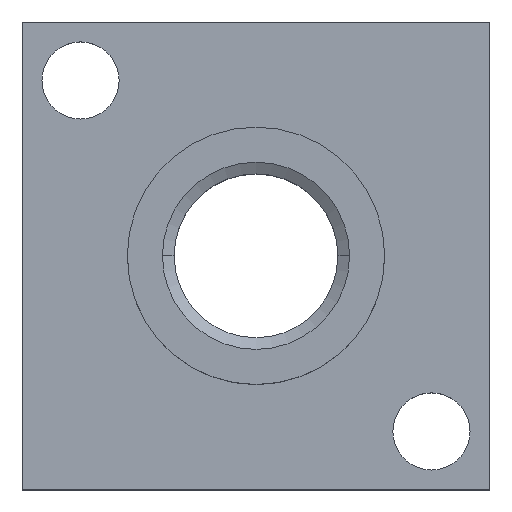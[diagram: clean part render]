
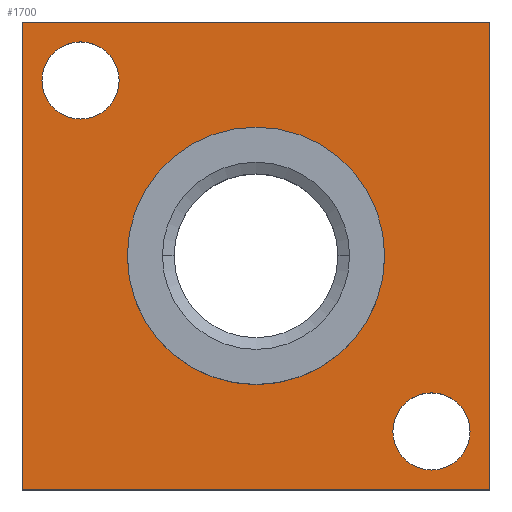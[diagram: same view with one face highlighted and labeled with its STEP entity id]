
A CAD part, top view. The second image highlights one B-rep face of the part: STEP entity #1700.
In plain terms, the highlighted planar face has unit normal (0, 0, 1).
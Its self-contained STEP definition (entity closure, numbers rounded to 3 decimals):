
#860=CARTESIAN_POINT('',(0.,0.,4.));
#870=DIRECTION('',(0.,0.,1.));
#880=DIRECTION('',(1.,0.,0.));
#890=AXIS2_PLACEMENT_3D('',#860,#870,#880);
#900=PLANE('',#890);
#910=CARTESIAN_POINT('',(20.,20.,4.));
#920=DIRECTION('',(0.,0.,1.));
#930=DIRECTION('',(1.,0.,0.));
#940=AXIS2_PLACEMENT_3D('',#910,#920,#930);
#950=CIRCLE('',#940,11.);
#960=CARTESIAN_POINT('',(31.,20.,4.));
#970=VERTEX_POINT('',#960);
#980=CARTESIAN_POINT('',(9.,20.,4.));
#990=VERTEX_POINT('',#980);
#1000=EDGE_CURVE('',#970,#990,#950,.T.);
#1010=ORIENTED_EDGE('',*,*,#1000,.F.);
#1020=EDGE_CURVE('',#990,#970,#950,.T.);
#1030=ORIENTED_EDGE('',*,*,#1020,.F.);
#1040=EDGE_LOOP('',(#1030,#1010));
#1050=FACE_BOUND('',#1040,.T.);
#1060=CARTESIAN_POINT('',(5.,35.,4.));
#1070=DIRECTION('',(0.,0.,-1.));
#1080=DIRECTION('',(1.,0.,0.));
#1090=AXIS2_PLACEMENT_3D('',#1060,#1070,#1080);
#1100=CIRCLE('',#1090,3.3);
#1110=CARTESIAN_POINT('',(8.3,35.,4.));
#1120=VERTEX_POINT('',#1110);
#1130=CARTESIAN_POINT('',(1.7,35.,4.));
#1140=VERTEX_POINT('',#1130);
#1150=EDGE_CURVE('',#1120,#1140,#1100,.T.);
#1160=ORIENTED_EDGE('',*,*,#1150,.T.);
#1170=EDGE_CURVE('',#1140,#1120,#1100,.T.);
#1180=ORIENTED_EDGE('',*,*,#1170,.T.);
#1190=EDGE_LOOP('',(#1180,#1160));
#1200=FACE_BOUND('',#1190,.T.);
#1210=CARTESIAN_POINT('',(35.,5.,4.));
#1220=DIRECTION('',(0.,0.,-1.));
#1230=DIRECTION('',(1.,0.,0.));
#1240=AXIS2_PLACEMENT_3D('',#1210,#1220,#1230);
#1250=CIRCLE('',#1240,3.3);
#1260=CARTESIAN_POINT('',(38.3,5.,4.));
#1270=VERTEX_POINT('',#1260);
#1280=CARTESIAN_POINT('',(31.7,5.,4.));
#1290=VERTEX_POINT('',#1280);
#1300=EDGE_CURVE('',#1270,#1290,#1250,.T.);
#1310=ORIENTED_EDGE('',*,*,#1300,.T.);
#1320=EDGE_CURVE('',#1290,#1270,#1250,.T.);
#1330=ORIENTED_EDGE('',*,*,#1320,.T.);
#1340=EDGE_LOOP('',(#1330,#1310));
#1350=FACE_BOUND('',#1340,.T.);
#1360=CARTESIAN_POINT('',(40.,40.,4.));
#1370=DIRECTION('',(-1.,0.,0.));
#1380=VECTOR('',#1370,1.);
#1390=LINE('',#1360,#1380);
#1400=CARTESIAN_POINT('',(40.,40.,4.));
#1410=VERTEX_POINT('',#1400);
#1420=CARTESIAN_POINT('',(0.,40.,4.));
#1430=VERTEX_POINT('',#1420);
#1440=EDGE_CURVE('',#1410,#1430,#1390,.T.);
#1450=ORIENTED_EDGE('',*,*,#1440,.T.);
#1460=CARTESIAN_POINT('',(40.,0.,4.));
#1470=DIRECTION('',(0.,1.,0.));
#1480=VECTOR('',#1470,1.);
#1490=LINE('',#1460,#1480);
#1500=CARTESIAN_POINT('',(40.,0.,4.));
#1510=VERTEX_POINT('',#1500);
#1520=EDGE_CURVE('',#1510,#1410,#1490,.T.);
#1530=ORIENTED_EDGE('',*,*,#1520,.T.);
#1540=CARTESIAN_POINT('',(0.,0.,4.));
#1550=DIRECTION('',(1.,0.,0.));
#1560=VECTOR('',#1550,1.);
#1570=LINE('',#1540,#1560);
#1580=CARTESIAN_POINT('',(0.,0.,4.));
#1590=VERTEX_POINT('',#1580);
#1600=EDGE_CURVE('',#1590,#1510,#1570,.T.);
#1610=ORIENTED_EDGE('',*,*,#1600,.T.);
#1620=CARTESIAN_POINT('',(0.,40.,4.));
#1630=DIRECTION('',(0.,-1.,0.));
#1640=VECTOR('',#1630,1.);
#1650=LINE('',#1620,#1640);
#1660=EDGE_CURVE('',#1430,#1590,#1650,.T.);
#1670=ORIENTED_EDGE('',*,*,#1660,.T.);
#1680=EDGE_LOOP('',(#1670,#1610,#1530,#1450));
#1690=FACE_OUTER_BOUND('',#1680,.T.);
#1700=ADVANCED_FACE('',(#1050,#1200,#1350,#1690),#900,.T.);
